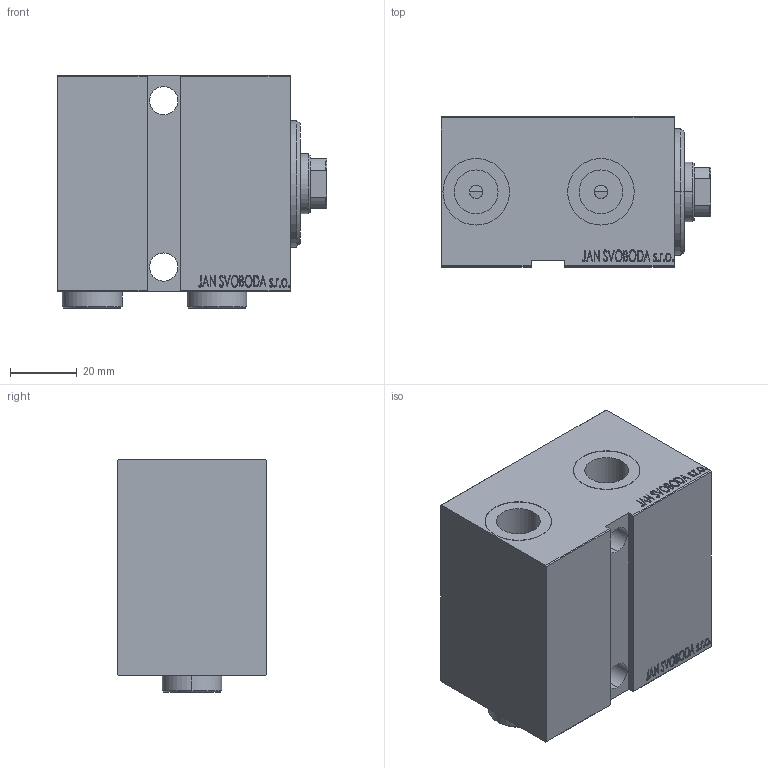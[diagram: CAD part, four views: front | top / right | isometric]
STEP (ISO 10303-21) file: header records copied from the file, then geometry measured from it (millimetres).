
FILE_DESCRIPTION (( 'STEP AP203' ), '1' );
FILE_NAME ('fffa.STEP', '2025-01-24T13:56:24', ( '' ), ( '' ), 'SwSTEP 2.0', 'SolidWorks 2019', '' );
FILE_SCHEMA (( 'CONFIG_CONTROL_DESIGN' ));
Length unit declared in the file: millimetre
Products named in the file (5): Zatka_OIL_PORT 0785c10f6fad6819c4266279f6bdc713; V450CM_E_VCP 0785c10f6fad6819c4266279f6bdc713; V450CM_VC_B 0785c10f6fad6819c4266279f6bdc713; fffa; V450CM_E_Body 0785c10f6fad6819c4266279f6bdc713
Assembly tree (5 placements, depth 2):
  fffa
    V450CM_E_Body 0785c10f6fad6819c4266279f6bdc713
    V450CM_E_VCP 0785c10f6fad6819c4266279f6bdc713
    V450CM_VC_B 0785c10f6fad6819c4266279f6bdc713
    Zatka_OIL_PORT 0785c10f6fad6819c4266279f6bdc713  x2
Bounding box: 81 x 45 x 69.9 mm (x, y, z)
Volume: 192794.5 mm3; surface area: 44241.9 mm2
Topology: 5 solids, 5 shells, 900 faces, 2298 edges, 1517 vertices
Faces by surface type: plane 442, bspline 380, cylinder 60, cone 18
Entity records: 44167 total; most frequent: CARTESIAN_POINT 24722, ORIENTED_EDGE 4512, DIRECTION 2624, EDGE_CURVE 2256, VERTEX_POINT 1493, LINE 1354, VECTOR 1354, EDGE_LOOP 1005
